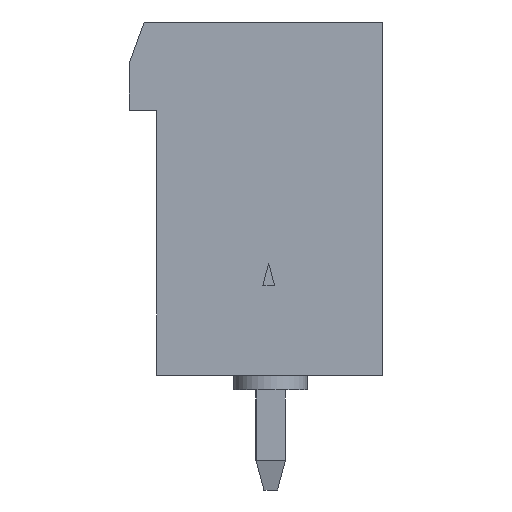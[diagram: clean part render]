
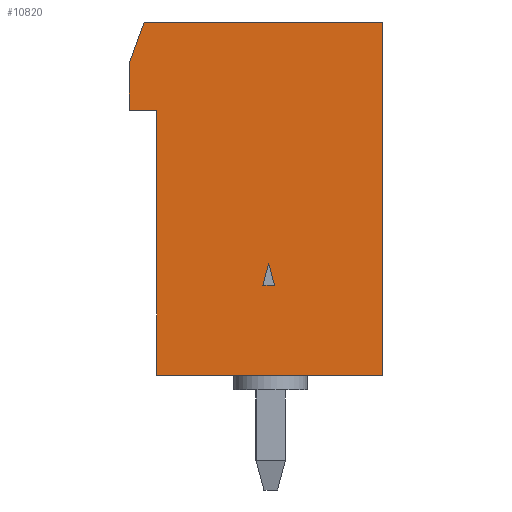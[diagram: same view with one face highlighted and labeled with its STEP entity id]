
A CAD part, left-side view. The second image highlights one B-rep face of the part: STEP entity #10820.
In plain terms, the highlighted planar face has unit normal (-1, 0, 0).
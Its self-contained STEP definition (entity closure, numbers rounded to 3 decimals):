
#10613=CARTESIAN_POINT('',(-35.56,0.271,3.05));
#10614=VERTEX_POINT('',#10613);
#10631=CARTESIAN_POINT('',(-35.56,0.07,3.8));
#10632=VERTEX_POINT('',#10631);
#10639=CARTESIAN_POINT('',(-35.56,0.07,3.8));
#10640=DIRECTION('',(0.0,0.259,-0.966));
#10641=VECTOR('',#10640,0.776);
#10642=LINE('',#10639,#10641);
#10643=EDGE_CURVE('',#10632,#10614,#10642,.T.);
#10655=CARTESIAN_POINT('',(-35.56,-0.131,3.05));
#10656=VERTEX_POINT('',#10655);
#10670=CARTESIAN_POINT('',(-35.56,0.271,3.05));
#10671=DIRECTION('',(0.0,-1.0,0.0));
#10672=VECTOR('',#10671,0.402);
#10673=LINE('',#10670,#10672);
#10674=EDGE_CURVE('',#10614,#10656,#10673,.T.);
#10692=CARTESIAN_POINT('',(-35.56,-0.131,3.05));
#10693=DIRECTION('',(0.0,0.259,0.966));
#10694=VECTOR('',#10693,0.776);
#10695=LINE('',#10692,#10694);
#10696=EDGE_CURVE('',#10656,#10632,#10695,.T.);
#10752=CARTESIAN_POINT('',(-35.56,-4.23,-0.6));
#10753=DIRECTION('',(-1.0,0.0,0.0));
#10754=DIRECTION('',(0.0,0.0,1.0));
#10755=AXIS2_PLACEMENT_3D('',#10752,#10753,#10754);
#10756=PLANE('',#10755);
#10757=CARTESIAN_POINT('',(-35.56,-3.8,12.));
#10758=VERTEX_POINT('',#10757);
#10759=CARTESIAN_POINT('',(-35.56,4.3,12.));
#10760=VERTEX_POINT('',#10759);
#10761=CARTESIAN_POINT('',(-35.56,-3.8,12.));
#10762=DIRECTION('',(0.0,1.0,0.0));
#10763=VECTOR('',#10762,8.1);
#10764=LINE('',#10761,#10763);
#10765=EDGE_CURVE('',#10758,#10760,#10764,.T.);
#10766=ORIENTED_EDGE('',*,*,#10765,.T.);
#10767=CARTESIAN_POINT('',(-35.56,4.8,10.626));
#10768=VERTEX_POINT('',#10767);
#10769=CARTESIAN_POINT('',(-35.56,4.8,10.626));
#10770=DIRECTION('',(0.0,-0.342,0.94));
#10771=VECTOR('',#10770,1.462);
#10772=LINE('',#10769,#10771);
#10773=EDGE_CURVE('',#10768,#10760,#10772,.T.);
#10774=ORIENTED_EDGE('',*,*,#10773,.F.);
#10775=CARTESIAN_POINT('',(-35.56,4.8,9.));
#10776=VERTEX_POINT('',#10775);
#10777=CARTESIAN_POINT('',(-35.56,4.8,9.));
#10778=DIRECTION('',(0.0,0.0,1.0));
#10779=VECTOR('',#10778,1.626);
#10780=LINE('',#10777,#10779);
#10781=EDGE_CURVE('',#10776,#10768,#10780,.T.);
#10782=ORIENTED_EDGE('',*,*,#10781,.F.);
#10783=CARTESIAN_POINT('',(-35.56,3.87,9.));
#10784=VERTEX_POINT('',#10783);
#10785=CARTESIAN_POINT('',(-35.56,3.87,9.));
#10786=DIRECTION('',(0.0,1.0,0.0));
#10787=VECTOR('',#10786,0.93);
#10788=LINE('',#10785,#10787);
#10789=EDGE_CURVE('',#10784,#10776,#10788,.T.);
#10790=ORIENTED_EDGE('',*,*,#10789,.F.);
#10791=CARTESIAN_POINT('',(-35.56,3.87,0.));
#10792=VERTEX_POINT('',#10791);
#10793=CARTESIAN_POINT('',(-35.56,3.87,9.));
#10794=DIRECTION('',(0.0,0.0,-1.0));
#10795=VECTOR('',#10794,9.0);
#10796=LINE('',#10793,#10795);
#10797=EDGE_CURVE('',#10784,#10792,#10796,.T.);
#10798=ORIENTED_EDGE('',*,*,#10797,.T.);
#10799=CARTESIAN_POINT('',(-35.56,-3.8,0.));
#10800=VERTEX_POINT('',#10799);
#10801=CARTESIAN_POINT('',(-35.56,3.87,0.));
#10802=DIRECTION('',(0.0,-1.0,0.0));
#10803=VECTOR('',#10802,7.67);
#10804=LINE('',#10801,#10803);
#10805=EDGE_CURVE('',#10792,#10800,#10804,.T.);
#10806=ORIENTED_EDGE('',*,*,#10805,.T.);
#10807=CARTESIAN_POINT('',(-35.56,-3.8,12.));
#10808=DIRECTION('',(0.0,0.0,-1.0));
#10809=VECTOR('',#10808,12.0);
#10810=LINE('',#10807,#10809);
#10811=EDGE_CURVE('',#10758,#10800,#10810,.T.);
#10812=ORIENTED_EDGE('',*,*,#10811,.F.);
#10813=EDGE_LOOP('',(#10766,#10774,#10782,#10790,#10798,#10806,#10812));
#10814=FACE_OUTER_BOUND('',#10813,.T.);
#10815=ORIENTED_EDGE('',*,*,#10643,.F.);
#10816=ORIENTED_EDGE('',*,*,#10696,.F.);
#10817=ORIENTED_EDGE('',*,*,#10674,.F.);
#10818=EDGE_LOOP('',(#10815,#10816,#10817));
#10819=FACE_BOUND('',#10818,.T.);
#10820=ADVANCED_FACE('',(#10814,#10819),#10756,.T.);
